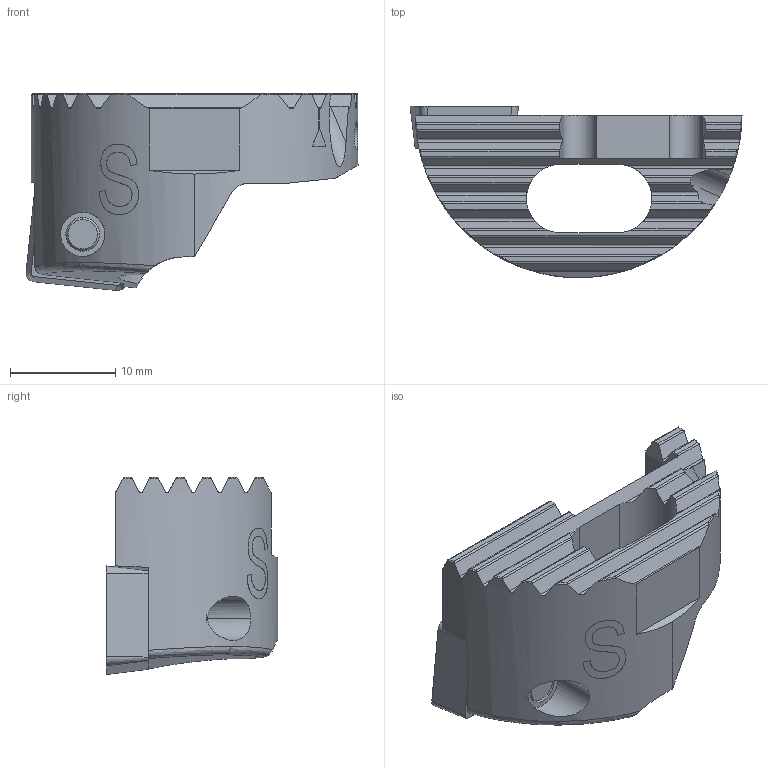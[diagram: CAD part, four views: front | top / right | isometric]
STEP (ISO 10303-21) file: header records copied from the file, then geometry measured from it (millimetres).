
FILE_DESCRIPTION(('no description'),'unknown implementation level');
FILE_NAME('A1CB8A4A-7E63-4608-A93D-1CEE57470FA8_export.stp',' ',('CIMSOURCE GmbH'),('CADClick - KiM GmbH - www.kimweb.de'),'unknown preprocess','ACIS','unknown authorization');
FILE_SCHEMA(('automotive_design'));
Length unit declared in the file: millimetre
Products named in the file (3): 639.131 Kaiser 32-42 SW32 SC09 S|694.141 Kaiser ETL M4x9.2 T15 IP 10S;Kreismuster1; 639.131 Kaiser 32-42 SW32 SC09 S|639.131 Kaiser 32-42 SW32 SC09 S;Marke hinten; 639.131 Kaiser 32-42 SW32 SC09 S|654.250 Kaiser SCMT 09T308 P20C;Kombinieren1
Bounding box: 31.5 x 16.27 x 18.7 mm (x, y, z)
Volume: 3076 mm3; surface area: 2835.4 mm2
Topology: 3 solids, 3 shells, 238 faces, 661 edges, 431 vertices
Faces by surface type: cylinder 88, plane 85, bspline 30, cone 27, torus 8
Entity records: 18596 total; most frequent: CARTESIAN_POINT 5534, STYLED_ITEM 1333, PRESENTATION_STYLE_ASSIGNMENT 1333, COLOUR_RGB 1333, ORIENTED_EDGE 1322, DIRECTION 1015, EDGE_CURVE 661, CURVE_STYLE 661
